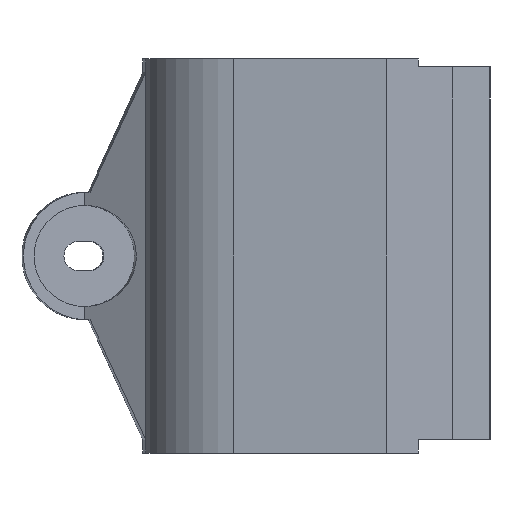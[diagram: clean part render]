
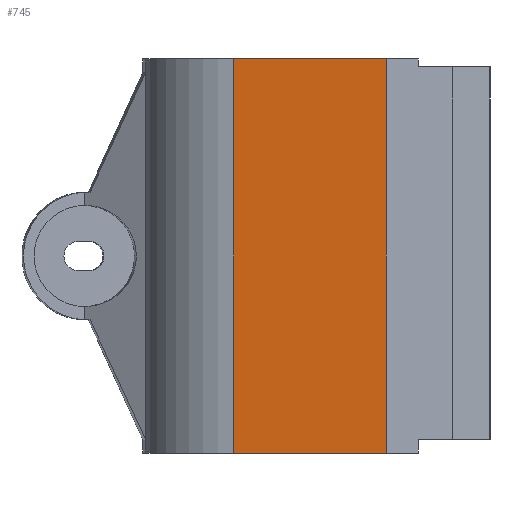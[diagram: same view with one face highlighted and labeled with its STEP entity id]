
A CAD part, left-side view. The second image highlights one B-rep face of the part: STEP entity #745.
In plain terms, the highlighted face is planar.
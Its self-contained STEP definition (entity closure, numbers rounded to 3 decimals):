
#10 = AXIS2_PLACEMENT_3D ( 'NONE', #307, #203, #752 ) ;
#16 = CARTESIAN_POINT ( 'NONE',  ( -75.188, 11.08, 296. ) ) ;
#58 = ORIENTED_EDGE ( 'NONE', *, *, #361, .F. ) ;
#102 = VECTOR ( 'NONE', #996, 1000. ) ;
#203 = DIRECTION ( 'NONE',  ( -0.989, 0.146, 0. ) ) ;
#204 = CARTESIAN_POINT ( 'NONE',  ( -92., -103., 296. ) ) ;
#213 = CARTESIAN_POINT ( 'NONE',  ( -92., -103., 296. ) ) ;
#244 = VECTOR ( 'NONE', #885, 1000. ) ;
#273 = CARTESIAN_POINT ( 'NONE',  ( -75.188, 11.08, 296. ) ) ;
#307 = CARTESIAN_POINT ( 'NONE',  ( -75.188, 11.08, 296. ) ) ;
#361 = EDGE_CURVE ( 'NONE', #490, #985, #435, .T. ) ;
#408 = LINE ( 'NONE', #213, #102 ) ;
#416 = VERTEX_POINT ( 'NONE', #204 ) ;
#435 = LINE ( 'NONE', #1112, #244 ) ;
#490 = VERTEX_POINT ( 'NONE', #1152 ) ;
#580 = ORIENTED_EDGE ( 'NONE', *, *, #633, .T. ) ;
#585 = DIRECTION ( 'NONE',  ( 0., 0., -1. ) ) ;
#633 = EDGE_CURVE ( 'NONE', #416, #1429, #1017, .T. ) ;
#735 = VECTOR ( 'NONE', #1160, 1000. ) ;
#745 = ADVANCED_FACE ( 'NONE', ( #910 ), #989, .T. ) ;
#752 = DIRECTION ( 'NONE',  ( -0.146, -0.989, 0. ) ) ;
#808 = VECTOR ( 'NONE', #585, 1000. ) ;
#885 = DIRECTION ( 'NONE',  ( 0.146, 0.989, 0. ) ) ;
#910 = FACE_OUTER_BOUND ( 'NONE', #1037, .T. ) ;
#985 = VERTEX_POINT ( 'NONE', #1245 ) ;
#989 = PLANE ( 'NONE',  #10 ) ;
#996 = DIRECTION ( 'NONE',  ( 0., 0., -1. ) ) ;
#1017 = LINE ( 'NONE', #273, #735 ) ;
#1037 = EDGE_LOOP ( 'NONE', ( #58, #1243, #580, #1062 ) ) ;
#1048 = EDGE_CURVE ( 'NONE', #1429, #985, #1284, .T. ) ;
#1062 = ORIENTED_EDGE ( 'NONE', *, *, #1048, .T. ) ;
#1112 = CARTESIAN_POINT ( 'NONE',  ( -75.188, 11.08, 0. ) ) ;
#1152 = CARTESIAN_POINT ( 'NONE',  ( -92., -103., 0. ) ) ;
#1160 = DIRECTION ( 'NONE',  ( 0.146, 0.989, 0. ) ) ;
#1243 = ORIENTED_EDGE ( 'NONE', *, *, #1374, .F. ) ;
#1245 = CARTESIAN_POINT ( 'NONE',  ( -75.188, 11.08, 0. ) ) ;
#1284 = LINE ( 'NONE', #16, #808 ) ;
#1374 = EDGE_CURVE ( 'NONE', #416, #490, #408, .T. ) ;
#1416 = CARTESIAN_POINT ( 'NONE',  ( -75.188, 11.08, 296. ) ) ;
#1429 = VERTEX_POINT ( 'NONE', #1416 ) ;
